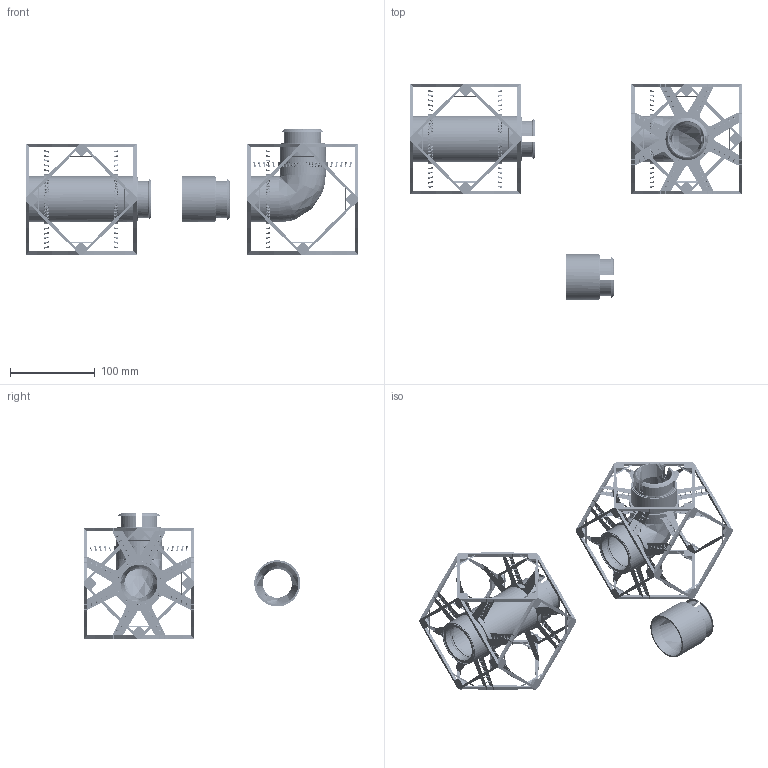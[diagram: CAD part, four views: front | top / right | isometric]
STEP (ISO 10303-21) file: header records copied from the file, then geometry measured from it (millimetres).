
FILE_DESCRIPTION(('FreeCAD Model'),'2;1');
FILE_NAME('Open CASCADE Shape Model','2025-04-27T09:27:21',('FreeCAD'),( 'FreeCAD'),'Open CASCADE STEP processor 7.6','FreeCAD','Unknown');
FILE_SCHEMA(('AUTOMOTIVE_DESIGN { 1 0 10303 214 1 1 1 1 }'));
Products named in the file (1): Open CASCADE STEP translator 7.6 1
Bounding box: 391.64 x 255.63 x 147.81 mm (x, y, z)
Volume: 242063.2 mm3; surface area: 275760.9 mm2
Topology: 22 solids, 23 shells, 11440 faces, 20168 edges, 8163 vertices
Faces by surface type: bspline 11440
Entity records: 247547 total; most frequent: CARTESIAN_POINT 115042, ORIENTED_EDGE 40336, EDGE_CURVE 20168, B_SPLINE_CURVE_WITH_KNOTS 17598, FACE_BOUND 12103, EDGE_LOOP 12103, ADVANCED_FACE 11440, B_SPLINE_SURFACE_WITH_KNOTS 10533
